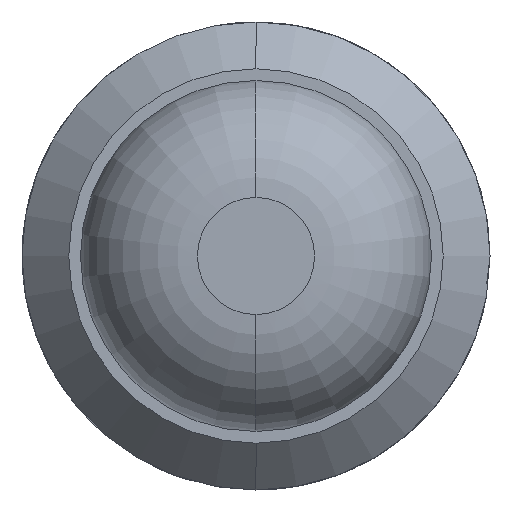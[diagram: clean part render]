
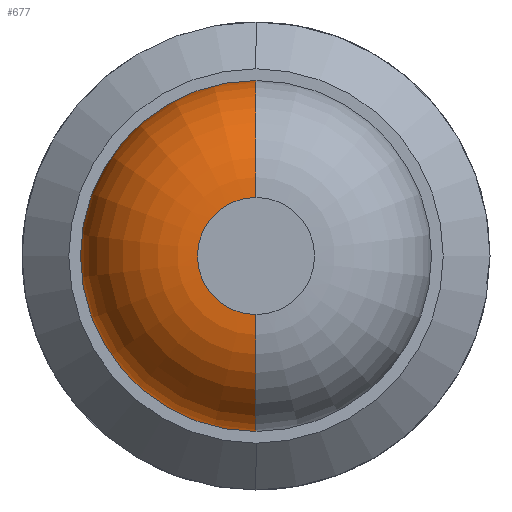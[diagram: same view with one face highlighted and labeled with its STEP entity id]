
A CAD part, front view. The second image highlights one B-rep face of the part: STEP entity #677.
In plain terms, the highlighted toroidal (fillet/blend) face has major radius 0.125 mm and minor radius 0.25 mm.
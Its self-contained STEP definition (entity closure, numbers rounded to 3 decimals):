
#19 = ORIENTED_EDGE ( 'NONE', *, *, #27, .F. ) ;
#27 = EDGE_CURVE ( 'Defeature ausgef�hrt1_0+Defeature ausgef�hrt1_2+Defeature ausgef�hrt1_2+Defeature ausgef�hrt1_2', #2509, #2268, #3065, .T. ) ;
#160 = CARTESIAN_POINT ( 'NONE',  ( 0., -31.3, -0.125 ) ) ;
#209 = DIRECTION ( 'NONE',  ( 0., 0., -1. ) ) ;
#255 = DIRECTION ( 'NONE',  ( 0., 1., 0. ) ) ;
#380 = AXIS2_PLACEMENT_3D ( 'NONE', #678, #440, #1907 ) ;
#432 = CARTESIAN_POINT ( 'NONE',  ( 0., -31.3, 0.125 ) ) ;
#440 = DIRECTION ( 'NONE',  ( 0., 1., 0. ) ) ;
#677 = ADVANCED_FACE ( 'Defeature ausgef�hrt1_2', ( #2635 ), #1981, .T. ) ;
#678 = CARTESIAN_POINT ( 'NONE',  ( 0., -31.05, 0. ) ) ;
#740 = CARTESIAN_POINT ( 'NONE',  ( 0., -31.05, 0.375 ) ) ;
#797 = CARTESIAN_POINT ( 'NONE',  ( 0., -31.05, 0. ) ) ;
#917 = CIRCLE ( 'NONE', #2896, 0.25 ) ;
#926 = CIRCLE ( 'NONE', #2797, 0.25 ) ;
#1036 = AXIS2_PLACEMENT_3D ( 'NONE', #797, #1779, #209 ) ;
#1150 = CARTESIAN_POINT ( 'NONE',  ( 0., -31.05, -0.375 ) ) ;
#1154 = VERTEX_POINT ( 'NONE', #432 ) ;
#1209 = EDGE_LOOP ( 'NONE', ( #2647, #2974, #19, #1938 ) ) ;
#1250 = EDGE_CURVE ( 'NONE', #1154, #2268, #917, .T. ) ;
#1353 = DIRECTION ( 'NONE',  ( 0., 0., 1. ) ) ;
#1548 = CARTESIAN_POINT ( 'NONE',  ( 0., -31.3, 0. ) ) ;
#1717 = VERTEX_POINT ( 'NONE', #160 ) ;
#1779 = DIRECTION ( 'NONE',  ( 0., 1., 0. ) ) ;
#1907 = DIRECTION ( 'NONE',  ( 0., 0., -1. ) ) ;
#1938 = ORIENTED_EDGE ( 'NONE', *, *, #3271, .F. ) ;
#1981 = TOROIDAL_SURFACE ( 'NONE', #380, 0.125, 0.25 ) ;
#2061 = CARTESIAN_POINT ( 'NONE',  ( 0., -31.05, -0.125 ) ) ;
#2101 = CIRCLE ( 'NONE', #2639, 0.125 ) ;
#2143 = DIRECTION ( 'NONE',  ( -1., 0., 0. ) ) ;
#2243 = DIRECTION ( 'NONE',  ( 1., 0., 0. ) ) ;
#2268 = VERTEX_POINT ( 'NONE', #740 ) ;
#2509 = VERTEX_POINT ( 'NONE', #1150 ) ;
#2550 = DIRECTION ( 'NONE',  ( 0., -1., 0. ) ) ;
#2635 = FACE_OUTER_BOUND ( 'NONE', #1209, .T. ) ;
#2639 = AXIS2_PLACEMENT_3D ( 'NONE', #1548, #2550, #2778 ) ;
#2647 = ORIENTED_EDGE ( 'NONE', *, *, #3241, .F. ) ;
#2665 = CARTESIAN_POINT ( 'NONE',  ( 0., -31.05, 0.125 ) ) ;
#2778 = DIRECTION ( 'NONE',  ( 0., 0., -1. ) ) ;
#2797 = AXIS2_PLACEMENT_3D ( 'NONE', #2061, #2243, #255 ) ;
#2896 = AXIS2_PLACEMENT_3D ( 'NONE', #2665, #2143, #1353 ) ;
#2974 = ORIENTED_EDGE ( 'NONE', *, *, #1250, .T. ) ;
#3065 = CIRCLE ( 'NONE', #1036, 0.375 ) ;
#3241 = EDGE_CURVE ( 'Defeature ausgef�hrt1_1+Defeature ausgef�hrt1_2+Defeature ausgef�hrt1_2+Defeature ausgef�hrt1_2', #1154, #1717, #2101, .T. ) ;
#3271 = EDGE_CURVE ( 'NONE', #1717, #2509, #926, .T. ) ;
